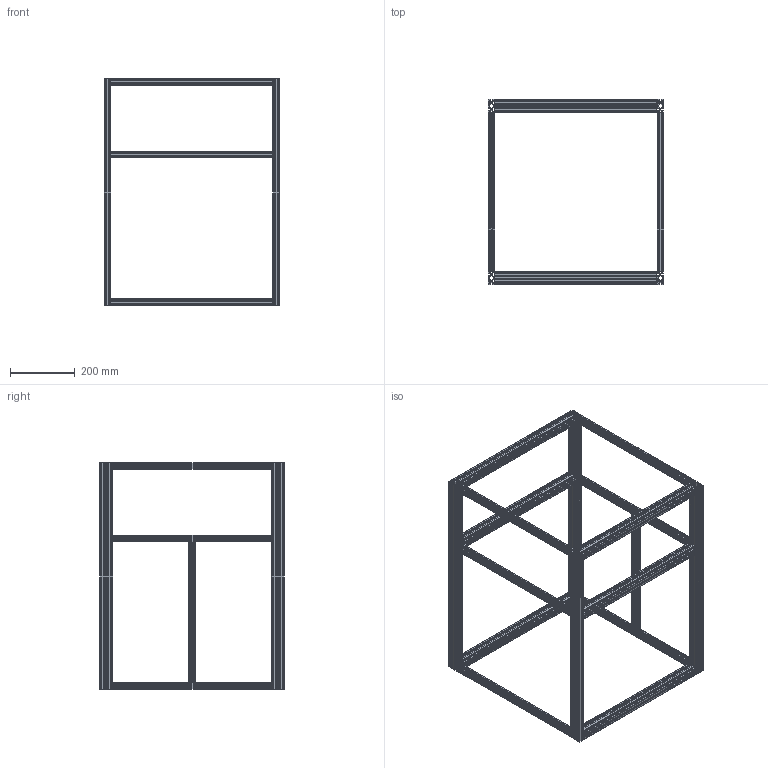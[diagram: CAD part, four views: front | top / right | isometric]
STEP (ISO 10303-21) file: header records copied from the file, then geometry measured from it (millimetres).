
FILE_DESCRIPTION(/* description */ (''),/* implementation_level */ '2;1');
FILE_NAME(/* name */ 'VoronBot 330 Frame.step',/* time_stamp */ '2024-09-05T17:57:39+02:00',/* author */ (''),/* organization */ (''),/* preprocessor_version */ 'ST-DEVELOPER v20',/* originating_system */ 'Autodesk Translation Framework v13.14.0.145',/* authorisation */ '');
FILE_SCHEMA (('AUTOMOTIVE_DESIGN { 1 0 10303 214 3 1 1 }'));
Length unit declared in the file: millimetre
Products named in the file (6): VoronBot 330 Frame; Telaio; 20X20 - T-slot - Aluminium Profile v1 (3); alu-extrusion-profile_20x40x1000 v4; alu-extrusion-profile_20x40x1000 v4 (1); 20X20 - T-slot - Aluminium Profile v1
Assembly tree (18 placements, depth 3):
  VoronBot 330 Frame
    Telaio
      20X20 - T-slot - Aluminium Profile v1  x6
      alu-extrusion-profile_20x40x1000 v4  x4
      alu-extrusion-profile_20x40x1000 v4 (1)  x6
      20X20 - T-slot - Aluminium Profile v1 (3)
Bounding box: 540.5 x 570 x 700 mm (x, y, z)
Volume: 2425852.5 mm3; surface area: 2403379.7 mm2
Topology: 17 solids, 17 shells, 1365 faces, 3993 edges, 2662 vertices
Faces by surface type: plane 1214, cylinder 151
Full cylindrical faces by diameter (mm): 4.2 x20, 5 x7
Entity records: 10718 total; most frequent: CARTESIAN_POINT 1893, ORIENTED_EDGE 1860, DIRECTION 1692, EDGE_CURVE 930, LINE 854, VECTOR 854, VERTEX_POINT 620, AXIS2_PLACEMENT_3D 419
